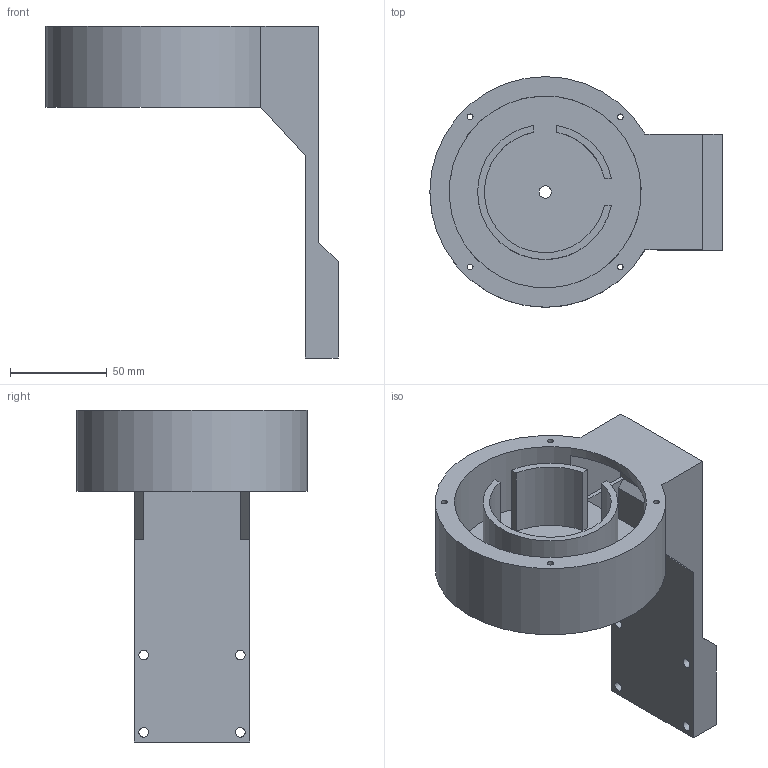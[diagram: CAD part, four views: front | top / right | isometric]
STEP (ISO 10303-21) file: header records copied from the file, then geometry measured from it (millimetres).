
FILE_DESCRIPTION(/* description */ (''),/* implementation_level */ '2;1');
FILE_NAME(/* name */ 'Allsky Camera Base.step',/* time_stamp */ '2026-02-21T13:01:18-07:00',/* author */ (''),/* organization */ (''),/* preprocessor_version */ 'ST-DEVELOPER v20.1',/* originating_system */ 'Autodesk Translation Framework v14.24.0.0',/* authorisation */ '');
FILE_SCHEMA (('AUTOMOTIVE_DESIGN { 1 0 10303 214 3 1 1 }'));
Length unit declared in the file: millimetre
Products named in the file (1): Allsky Camera Base
Bounding box: 151.42 x 119.5 x 172 mm (x, y, z)
Volume: 292955.7 mm3; surface area: 97399.2 mm2
Topology: 1 solids, 1 shells, 50 faces, 123 edges, 80 vertices
Faces by surface type: plane 31, cylinder 19
Full cylindrical faces by diameter (mm): 3 x4, 5 x4, 6 x4, 6.4 x1, 99.5 x1
Entity records: 1552 total; most frequent: DIRECTION 265, CARTESIAN_POINT 254, ORIENTED_EDGE 246, EDGE_CURVE 123, AXIS2_PLACEMENT_3D 91, LINE 83, VECTOR 83, VERTEX_POINT 80
